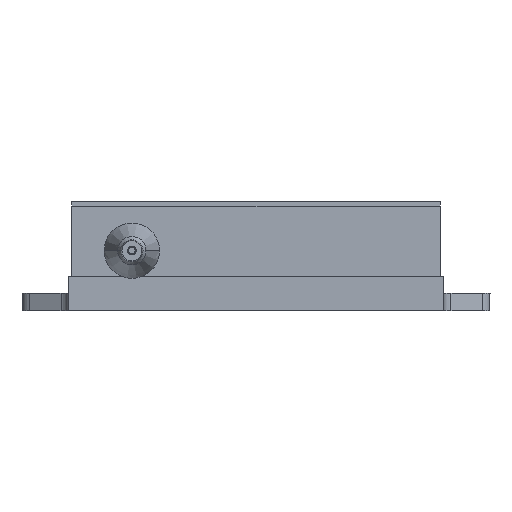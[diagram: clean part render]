
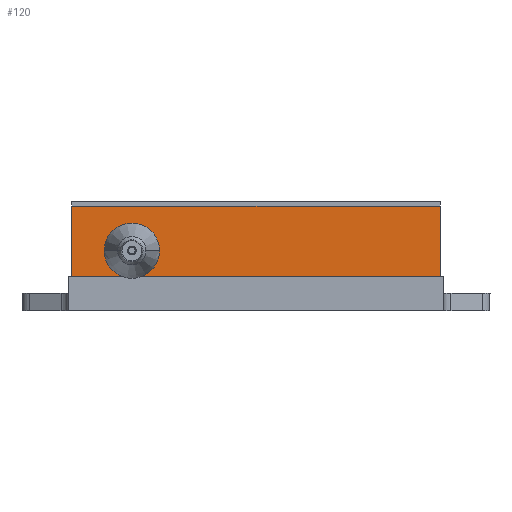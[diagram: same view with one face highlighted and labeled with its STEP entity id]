
A CAD part, left-side view. The second image highlights one B-rep face of the part: STEP entity #120.
In plain terms, the highlighted planar face has unit normal (-1, 0, 0).
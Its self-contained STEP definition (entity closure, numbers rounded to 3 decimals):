
#120 = ADVANCED_FACE ( 'NONE', ( #651, #554 ), #4202, .F. ) ;
#554 = FACE_OUTER_BOUND ( 'NONE', #1823, .T. ) ;
#618 = VERTEX_POINT ( 'NONE', #3291 ) ;
#651 = FACE_BOUND ( 'NONE', #1817, .T. ) ;
#712 = VERTEX_POINT ( 'NONE', #2070 ) ;
#790 = VERTEX_POINT ( 'NONE', #2105 ) ;
#817 = VERTEX_POINT ( 'NONE', #2125 ) ;
#923 = VERTEX_POINT ( 'NONE', #2175 ) ;
#932 = VERTEX_POINT ( 'NONE', #2180 ) ;
#951 = ORIENTED_EDGE ( 'NONE', *, *, #3715, .F. ) ;
#1027 = ORIENTED_EDGE ( 'NONE', *, *, #3717, .T. ) ;
#1058 = ORIENTED_EDGE ( 'NONE', *, *, #3720, .T. ) ;
#1112 = ORIENTED_EDGE ( 'NONE', *, *, #3719, .F. ) ;
#1117 = ORIENTED_EDGE ( 'NONE', *, *, #3716, .F. ) ;
#1131 = ORIENTED_EDGE ( 'NONE', *, *, #3718, .F. ) ;
#1602 = AXIS2_PLACEMENT_3D ( 'NONE', #2918, #2919, #2920 ) ;
#1603 = AXIS2_PLACEMENT_3D ( 'NONE', #2923, #2924, #2925 ) ;
#1817 = EDGE_LOOP ( 'NONE', ( #951, #1117 ) ) ;
#1823 = EDGE_LOOP ( 'NONE', ( #1027, #1131, #1112, #1058 ) ) ;
#2070 = CARTESIAN_POINT ( 'NONE',  ( -70.965, 20.857, 5.519 ) ) ;
#2105 = CARTESIAN_POINT ( 'NONE',  ( -70.965, 31.857, 1.919 ) ) ;
#2125 = CARTESIAN_POINT ( 'NONE',  ( -70.965, 31.857, 11.819 ) ) ;
#2175 = CARTESIAN_POINT ( 'NONE',  ( -70.965, -20.143, 1.919 ) ) ;
#2180 = CARTESIAN_POINT ( 'NONE',  ( -70.965, 25.857, 5.519 ) ) ;
#2916 = DIRECTION ( 'NONE',  ( 0., -1., 0. ) ) ;
#2917 = CARTESIAN_POINT ( 'NONE',  ( -70.965, 31.857, 1.919 ) ) ;
#2918 = CARTESIAN_POINT ( 'NONE',  ( -70.965, 23.357, 5.519 ) ) ;
#2919 = DIRECTION ( 'NONE',  ( -1., 0., 0. ) ) ;
#2920 = DIRECTION ( 'NONE',  ( 0., -1., 0. ) ) ;
#2921 = CARTESIAN_POINT ( 'NONE',  ( -70.965, 31.857, 11.819 ) ) ;
#2922 = CARTESIAN_POINT ( 'NONE',  ( -70.965, -20.143, 11.819 ) ) ;
#2923 = CARTESIAN_POINT ( 'NONE',  ( -70.965, 23.357, 5.519 ) ) ;
#2924 = DIRECTION ( 'NONE',  ( -1., 0., 0. ) ) ;
#2925 = DIRECTION ( 'NONE',  ( 0., -1., 0. ) ) ;
#2927 = DIRECTION ( 'NONE',  ( 0., 0., -1. ) ) ;
#2928 = DIRECTION ( 'NONE',  ( 0., -1., 0. ) ) ;
#2929 = CARTESIAN_POINT ( 'NONE',  ( -70.965, 31.857, 11.819 ) ) ;
#2930 = DIRECTION ( 'NONE',  ( 0., 0., -1. ) ) ;
#3291 = CARTESIAN_POINT ( 'NONE',  ( -70.965, -20.143, 11.819 ) ) ;
#3715 = EDGE_CURVE ( 'NONE', #712, #932, #4483, .T. ) ;
#3716 = EDGE_CURVE ( 'NONE', #932, #712, #4457, .T. ) ;
#3717 = EDGE_CURVE ( 'NONE', #790, #923, #4441, .T. ) ;
#3718 = EDGE_CURVE ( 'NONE', #618, #923, #4463, .T. ) ;
#3719 = EDGE_CURVE ( 'NONE', #817, #618, #4477, .T. ) ;
#3720 = EDGE_CURVE ( 'NONE', #817, #790, #4454, .T. ) ;
#3829 = AXIS2_PLACEMENT_3D ( 'NONE', #4288, #4221, #4190 ) ;
#4190 = DIRECTION ( 'NONE',  ( 0., 1., 0. ) ) ;
#4202 = PLANE ( 'NONE',  #3829 ) ;
#4221 = DIRECTION ( 'NONE',  ( 1., 0., 0. ) ) ;
#4288 = CARTESIAN_POINT ( 'NONE',  ( -70.965, 31.857, 11.819 ) ) ;
#4422 = VECTOR ( 'NONE', #2927, 1000. ) ;
#4428 = VECTOR ( 'NONE', #2930, 1000. ) ;
#4441 = LINE ( 'NONE', #2917, #4486 ) ;
#4450 = VECTOR ( 'NONE', #2928, 1000. ) ;
#4454 = LINE ( 'NONE', #2929, #4428 ) ;
#4457 = CIRCLE ( 'NONE', #1603, 2.5 ) ;
#4463 = LINE ( 'NONE', #2922, #4422 ) ;
#4477 = LINE ( 'NONE', #2921, #4450 ) ;
#4483 = CIRCLE ( 'NONE', #1602, 2.5 ) ;
#4486 = VECTOR ( 'NONE', #2916, 1000. ) ;
